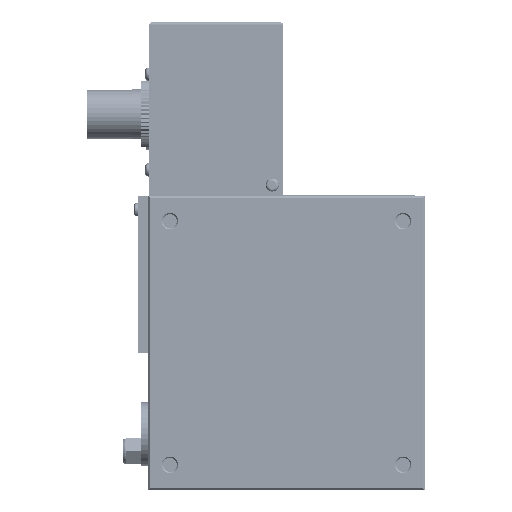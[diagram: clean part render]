
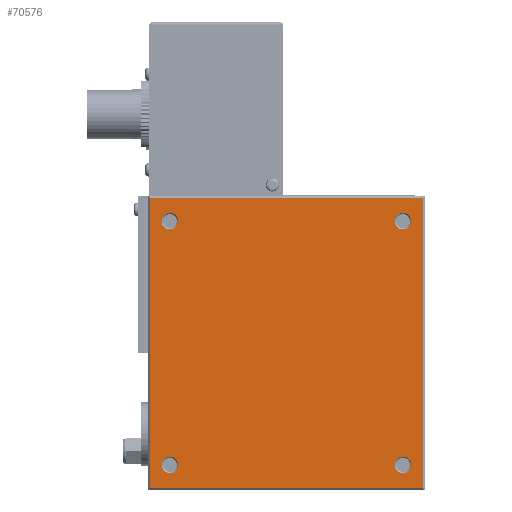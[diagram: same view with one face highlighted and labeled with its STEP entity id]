
A CAD part, left-side view. The second image highlights one B-rep face of the part: STEP entity #70576.
In plain terms, the highlighted planar face has unit normal (-1, 0, 0).
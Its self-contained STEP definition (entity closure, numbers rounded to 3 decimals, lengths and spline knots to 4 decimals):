
#2617=FACE_BOUND('',#10644,.T.);
#2618=FACE_BOUND('',#10645,.T.);
#2619=FACE_BOUND('',#10646,.T.);
#2620=FACE_BOUND('',#10647,.T.);
#4451=CIRCLE('',#75289,0.187);
#4452=CIRCLE('',#75290,0.187);
#4453=CIRCLE('',#75291,0.187);
#4454=CIRCLE('',#75292,0.187);
#6328=FACE_OUTER_BOUND('',#10643,.T.);
#10643=EDGE_LOOP('',(#45127,#45128,#45129,#45130));
#10644=EDGE_LOOP('',(#45131));
#10645=EDGE_LOOP('',(#45132));
#10646=EDGE_LOOP('',(#45133));
#10647=EDGE_LOOP('',(#45134));
#16788=LINE('',#99474,#23096);
#16792=LINE('',#99483,#23100);
#16795=LINE('',#99487,#23103);
#16797=LINE('',#99490,#23105);
#23096=VECTOR('',#81246,6.1811);
#23100=VECTOR('',#81252,6.1811);
#23103=VECTOR('',#81257,6.5748);
#23105=VECTOR('',#81261,6.5748);
#29404=VERTEX_POINT('',#99471);
#29405=VERTEX_POINT('',#99473);
#29408=VERTEX_POINT('',#99480);
#29409=VERTEX_POINT('',#99482);
#29413=VERTEX_POINT('',#99502);
#29414=VERTEX_POINT('',#99504);
#29415=VERTEX_POINT('',#99506);
#29416=VERTEX_POINT('',#99508);
#35899=EDGE_CURVE('',#29404,#29405,#16788,.T.);
#35903=EDGE_CURVE('',#29408,#29409,#16792,.T.);
#35906=EDGE_CURVE('',#29405,#29408,#16795,.T.);
#35908=EDGE_CURVE('',#29409,#29404,#16797,.T.);
#35914=EDGE_CURVE('',#29413,#29413,#4451,.T.);
#35915=EDGE_CURVE('',#29414,#29414,#4452,.T.);
#35916=EDGE_CURVE('',#29415,#29415,#4453,.T.);
#35917=EDGE_CURVE('',#29416,#29416,#4454,.T.);
#45127=ORIENTED_EDGE('',*,*,#35903,.F.);
#45128=ORIENTED_EDGE('',*,*,#35906,.F.);
#45129=ORIENTED_EDGE('',*,*,#35899,.F.);
#45130=ORIENTED_EDGE('',*,*,#35908,.F.);
#45131=ORIENTED_EDGE('',*,*,#35914,.T.);
#45132=ORIENTED_EDGE('',*,*,#35915,.T.);
#45133=ORIENTED_EDGE('',*,*,#35916,.T.);
#45134=ORIENTED_EDGE('',*,*,#35917,.T.);
#63521=PLANE('',#75288);
#70576=ADVANCED_FACE('',(#6328,#2617,#2618,#2619,#2620),#63521,.F.);
#75288=AXIS2_PLACEMENT_3D('',#99501,#81271,#81272);
#75289=AXIS2_PLACEMENT_3D('',#99503,#81273,#81274);
#75290=AXIS2_PLACEMENT_3D('',#99505,#81275,#81276);
#75291=AXIS2_PLACEMENT_3D('',#99507,#81277,#81278);
#75292=AXIS2_PLACEMENT_3D('',#99509,#81279,#81280);
#81246=DIRECTION('',(0.,1.,0.));
#81252=DIRECTION('',(0.,-1.,0.));
#81257=DIRECTION('',(0.,0.,1.));
#81261=DIRECTION('',(0.,0.,-1.));
#81271=DIRECTION('center_axis',(1.,0.,0.));
#81272=DIRECTION('ref_axis',(0.,0.,1.));
#81273=DIRECTION('center_axis',(1.,0.,0.));
#81274=DIRECTION('ref_axis',(0.,-1.,0.));
#81275=DIRECTION('center_axis',(1.,0.,0.));
#81276=DIRECTION('ref_axis',(0.,-1.,0.));
#81277=DIRECTION('center_axis',(1.,0.,0.));
#81278=DIRECTION('ref_axis',(0.,-1.,0.));
#81279=DIRECTION('center_axis',(1.,0.,0.));
#81280=DIRECTION('ref_axis',(0.,-1.,0.));
#99471=CARTESIAN_POINT('',(-16.9644,28.4393,0.0394));
#99473=CARTESIAN_POINT('',(-16.9644,34.6204,0.0394));
#99474=CARTESIAN_POINT('',(-16.9644,33.0948,0.0394));
#99480=CARTESIAN_POINT('',(-16.9644,34.6204,6.6142));
#99482=CARTESIAN_POINT('',(-16.9644,28.4393,6.6142));
#99483=CARTESIAN_POINT('',(-16.9644,29.9649,6.6142));
#99487=CARTESIAN_POINT('',(-16.9644,34.6204,4.9902));
#99490=CARTESIAN_POINT('',(-16.9644,28.4393,1.6634));
#99501=CARTESIAN_POINT('Origin',(-16.9644,31.5298,3.3268));
#99502=CARTESIAN_POINT('',(-16.9644,28.705,0.5709));
#99503=CARTESIAN_POINT('Origin',(-16.9644,28.892,0.5709));
#99504=CARTESIAN_POINT('',(-16.9644,28.705,6.0827));
#99505=CARTESIAN_POINT('Origin',(-16.9644,28.892,6.0827));
#99506=CARTESIAN_POINT('',(-16.9644,33.9806,6.0827));
#99507=CARTESIAN_POINT('Origin',(-16.9644,34.1676,6.0827));
#99508=CARTESIAN_POINT('',(-16.9644,33.9806,0.5709));
#99509=CARTESIAN_POINT('Origin',(-16.9644,34.1676,0.5709));
